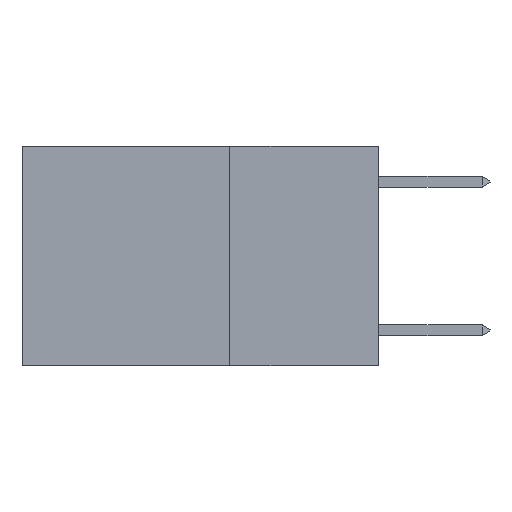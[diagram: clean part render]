
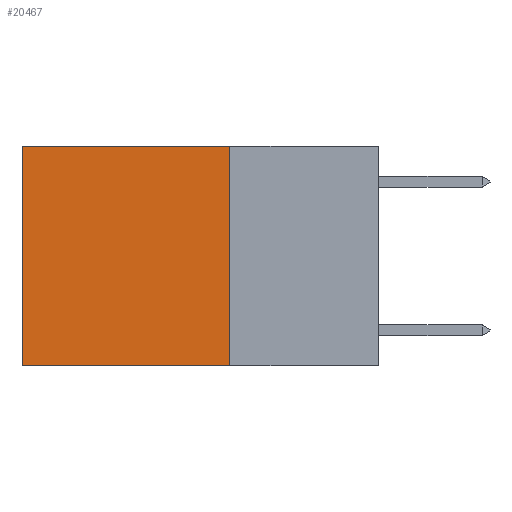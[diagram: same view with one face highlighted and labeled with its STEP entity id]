
A CAD part, left-side view. The second image highlights one B-rep face of the part: STEP entity #20467.
In plain terms, the highlighted planar face has unit normal (-1, 0, 0).
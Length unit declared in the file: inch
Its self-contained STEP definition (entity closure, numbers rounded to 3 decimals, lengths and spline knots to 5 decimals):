
#512 = ORIENTED_EDGE ( 'NONE', *, *, #16439, .T. ) ;
#1706 = CARTESIAN_POINT ( 'NONE',  ( 0.2625, 0.25, -0.37 ) ) ;
#2964 = CARTESIAN_POINT ( 'NONE',  ( 0.2625, 0.25, -0.37 ) ) ;
#2987 = CARTESIAN_POINT ( 'NONE',  ( 0.2625, 0.25, 0. ) ) ;
#3159 = EDGE_CURVE ( 'NONE', #24021, #20753, #13430, .T. ) ;
#3383 = DIRECTION ( 'NONE',  ( 0., 1., 0. ) ) ;
#5559 = LINE ( 'NONE', #11362, #18319 ) ;
#6454 = CARTESIAN_POINT ( 'NONE',  ( 0.2625, 0.25, 0. ) ) ;
#6499 = VERTEX_POINT ( 'NONE', #17004 ) ;
#7002 = FACE_OUTER_BOUND ( 'NONE', #15913, .T. ) ;
#7562 = AXIS2_PLACEMENT_3D ( 'NONE', #2987, #16814, #9194 ) ;
#8696 = LINE ( 'NONE', #1706, #19573 ) ;
#8718 = EDGE_CURVE ( 'NONE', #12145, #20753, #8696, .T. ) ;
#9194 = DIRECTION ( 'NONE',  ( 0., 0., -1. ) ) ;
#10269 = ORIENTED_EDGE ( 'NONE', *, *, #3159, .T. ) ;
#10844 = CARTESIAN_POINT ( 'NONE',  ( 0.2625, 0.6, 0. ) ) ;
#10855 = EDGE_CURVE ( 'NONE', #6499, #12145, #20514, .T. ) ;
#11362 = CARTESIAN_POINT ( 'NONE',  ( 0.2625, 0.25, 0. ) ) ;
#12145 = VERTEX_POINT ( 'NONE', #2964 ) ;
#12795 = PLANE ( 'NONE',  #7562 ) ;
#13135 = VECTOR ( 'NONE', #24924, 39.37008 ) ;
#13430 = LINE ( 'NONE', #18765, #13135 ) ;
#14465 = CARTESIAN_POINT ( 'NONE',  ( 0.2625, 0.6, -0.37 ) ) ;
#14863 = VECTOR ( 'NONE', #18735, 39.37008 ) ;
#15913 = EDGE_LOOP ( 'NONE', ( #10269, #21216, #19384, #512 ) ) ;
#16439 = EDGE_CURVE ( 'NONE', #6499, #24021, #5559, .T. ) ;
#16814 = DIRECTION ( 'NONE',  ( 1., 0., 0. ) ) ;
#17004 = CARTESIAN_POINT ( 'NONE',  ( 0.2625, 0.25, 0. ) ) ;
#17061 = DIRECTION ( 'NONE',  ( 0., 1., 0. ) ) ;
#18319 = VECTOR ( 'NONE', #17061, 39.37008 ) ;
#18735 = DIRECTION ( 'NONE',  ( 0., 0., -1. ) ) ;
#18765 = CARTESIAN_POINT ( 'NONE',  ( 0.2625, 0.6, 0. ) ) ;
#19384 = ORIENTED_EDGE ( 'NONE', *, *, #10855, .F. ) ;
#19573 = VECTOR ( 'NONE', #3383, 39.37008 ) ;
#20467 = ADVANCED_FACE ( 'NONE', ( #7002 ), #12795, .F. ) ;
#20514 = LINE ( 'NONE', #6454, #14863 ) ;
#20753 = VERTEX_POINT ( 'NONE', #14465 ) ;
#21216 = ORIENTED_EDGE ( 'NONE', *, *, #8718, .F. ) ;
#24021 = VERTEX_POINT ( 'NONE', #10844 ) ;
#24924 = DIRECTION ( 'NONE',  ( 0., 0., -1. ) ) ;
